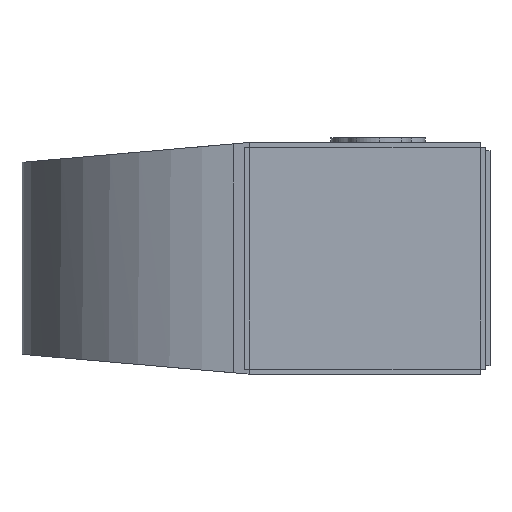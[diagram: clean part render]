
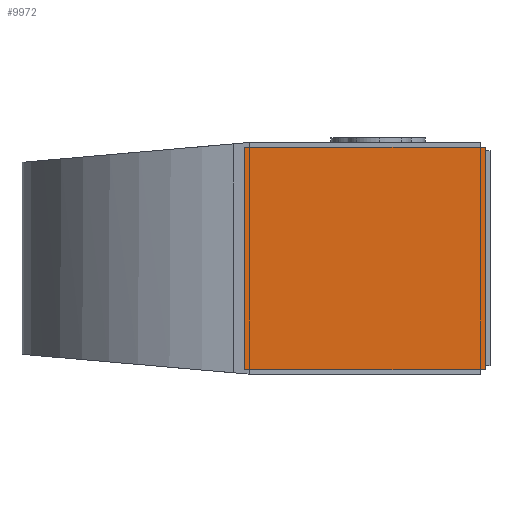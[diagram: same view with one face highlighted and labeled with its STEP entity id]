
A CAD part, left-side view. The second image highlights one B-rep face of the part: STEP entity #9972.
In plain terms, the highlighted planar face has unit normal (-1, 0, 0).
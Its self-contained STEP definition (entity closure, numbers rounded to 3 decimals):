
#489 = DIRECTION ( 'NONE',  ( 0., 0., -1. ) ) ;
#573 = FACE_OUTER_BOUND ( 'NONE', #4583, .T. ) ;
#619 = VECTOR ( 'NONE', #5956, 1000. ) ;
#758 = CARTESIAN_POINT ( 'NONE',  ( -1.005, 0.52, 0.24 ) ) ;
#1510 = LINE ( 'NONE', #14508, #6074 ) ;
#2408 = VECTOR ( 'NONE', #489, 1000. ) ;
#2547 = ORIENTED_EDGE ( 'NONE', *, *, #8931, .F. ) ;
#2979 = CARTESIAN_POINT ( 'NONE',  ( -1.005, 0., -0.24 ) ) ;
#3310 = CARTESIAN_POINT ( 'NONE',  ( -1.005, 0., -0.24 ) ) ;
#3536 = ORIENTED_EDGE ( 'NONE', *, *, #8259, .T. ) ;
#3590 = CARTESIAN_POINT ( 'NONE',  ( -1.005, 0., -0.24 ) ) ;
#4022 = DIRECTION ( 'NONE',  ( 0., 1., 0. ) ) ;
#4051 = EDGE_CURVE ( 'NONE', #11307, #7115, #12902, .T. ) ;
#4340 = LINE ( 'NONE', #3310, #4928 ) ;
#4542 = ORIENTED_EDGE ( 'NONE', *, *, #12039, .F. ) ;
#4583 = EDGE_LOOP ( 'NONE', ( #3536, #8540, #2547, #4542 ) ) ;
#4928 = VECTOR ( 'NONE', #12537, 1000. ) ;
#5144 = DIRECTION ( 'NONE',  ( 1., 0., 0. ) ) ;
#5208 = CARTESIAN_POINT ( 'NONE',  ( -1.005, 0., -0.24 ) ) ;
#5956 = DIRECTION ( 'NONE',  ( 0., 0., -1. ) ) ;
#6074 = VECTOR ( 'NONE', #4022, 1000. ) ;
#6255 = PLANE ( 'NONE',  #6606 ) ;
#6606 = AXIS2_PLACEMENT_3D ( 'NONE', #5208, #5144, #14303 ) ;
#7115 = VERTEX_POINT ( 'NONE', #13239 ) ;
#8184 = VERTEX_POINT ( 'NONE', #3590 ) ;
#8259 = EDGE_CURVE ( 'NONE', #10503, #11307, #1510, .T. ) ;
#8311 = CARTESIAN_POINT ( 'NONE',  ( -1.005, 0.52, -0.24 ) ) ;
#8540 = ORIENTED_EDGE ( 'NONE', *, *, #4051, .T. ) ;
#8931 = EDGE_CURVE ( 'NONE', #8184, #7115, #4340, .T. ) ;
#9972 = ADVANCED_FACE ( 'NONE', ( #573 ), #6255, .F. ) ;
#10503 = VERTEX_POINT ( 'NONE', #14124 ) ;
#11307 = VERTEX_POINT ( 'NONE', #758 ) ;
#12039 = EDGE_CURVE ( 'NONE', #10503, #8184, #13252, .T. ) ;
#12537 = DIRECTION ( 'NONE',  ( 0., 1., 0. ) ) ;
#12902 = LINE ( 'NONE', #8311, #619 ) ;
#13239 = CARTESIAN_POINT ( 'NONE',  ( -1.005, 0.52, -0.24 ) ) ;
#13252 = LINE ( 'NONE', #2979, #2408 ) ;
#14124 = CARTESIAN_POINT ( 'NONE',  ( -1.005, 0., 0.24 ) ) ;
#14303 = DIRECTION ( 'NONE',  ( 0., 0., -1. ) ) ;
#14508 = CARTESIAN_POINT ( 'NONE',  ( -1.005, 0., 0.24 ) ) ;
